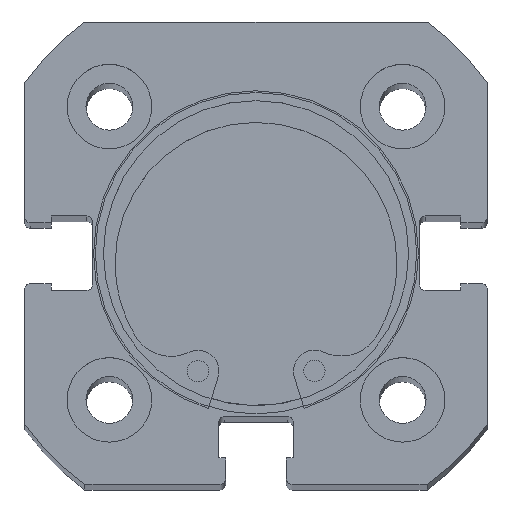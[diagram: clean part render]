
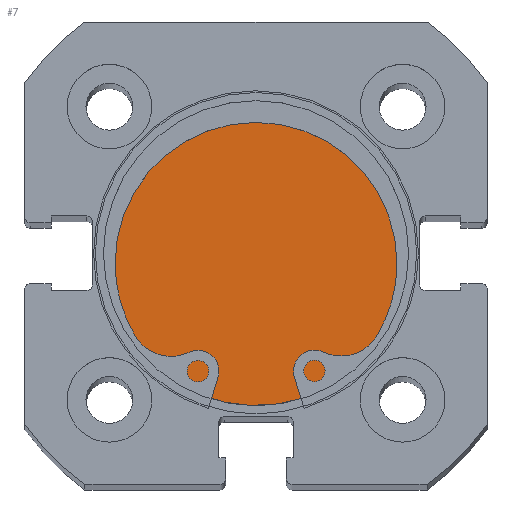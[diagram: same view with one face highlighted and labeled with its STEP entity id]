
A CAD part, top view. The second image highlights one B-rep face of the part: STEP entity #7.
In plain terms, the highlighted face is planar.
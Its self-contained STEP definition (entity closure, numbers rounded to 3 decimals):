
#7 = ADVANCED_FACE ( 'NONE', ( #5611 ), #4906, .F. ) ;
#409 = EDGE_CURVE ( 'NONE', #4923, #4921, #1548, .T. ) ;
#412 = EDGE_CURVE ( 'NONE', #4921, #4923, #1551, .T. ) ;
#591 = AXIS2_PLACEMENT_3D ( 'NONE', #4908, #5127, #5119 ) ;
#687 = AXIS2_PLACEMENT_3D ( 'NONE', #4019, #4014, #4012 ) ;
#690 = AXIS2_PLACEMENT_3D ( 'NONE', #3996, #3984, #3981 ) ;
#1252 = EDGE_LOOP ( 'NONE', ( #5307, #5306 ) ) ;
#1548 = CIRCLE ( 'NONE', #687, 13.5 ) ;
#1551 = CIRCLE ( 'NONE', #690, 13.5 ) ;
#3315 = CARTESIAN_POINT ( 'NONE',  ( 6., 0., 13.5 ) ) ;
#3317 = CARTESIAN_POINT ( 'NONE',  ( 6., 0., -13.5 ) ) ;
#3981 = DIRECTION ( 'NONE',  ( 0., 0., 1. ) ) ;
#3984 = DIRECTION ( 'NONE',  ( -1., 0., 0. ) ) ;
#3996 = CARTESIAN_POINT ( 'NONE',  ( 6., 0., 0. ) ) ;
#4012 = DIRECTION ( 'NONE',  ( 0., 0., 1. ) ) ;
#4014 = DIRECTION ( 'NONE',  ( -1., 0., 0. ) ) ;
#4019 = CARTESIAN_POINT ( 'NONE',  ( 6., 0., 0. ) ) ;
#4906 = PLANE ( 'NONE',  #591 ) ;
#4908 = CARTESIAN_POINT ( 'NONE',  ( 6., 13.5, 0. ) ) ;
#4921 = VERTEX_POINT ( 'NONE', #3315 ) ;
#4923 = VERTEX_POINT ( 'NONE', #3317 ) ;
#5119 = DIRECTION ( 'NONE',  ( 0., 0., 1. ) ) ;
#5127 = DIRECTION ( 'NONE',  ( -1., 0., 0. ) ) ;
#5306 = ORIENTED_EDGE ( 'NONE', *, *, #409, .F. ) ;
#5307 = ORIENTED_EDGE ( 'NONE', *, *, #412, .F. ) ;
#5611 = FACE_OUTER_BOUND ( 'NONE', #1252, .T. ) ;
